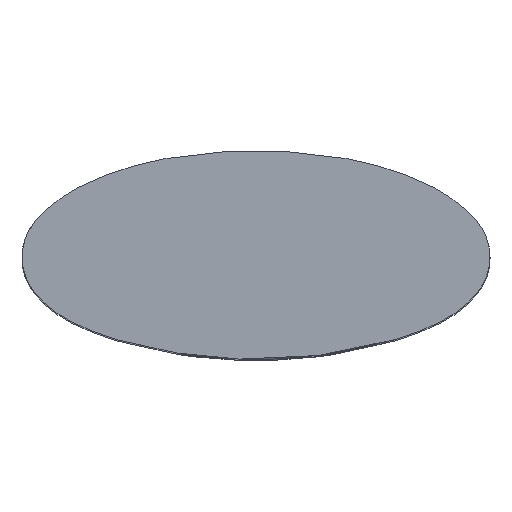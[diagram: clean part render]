
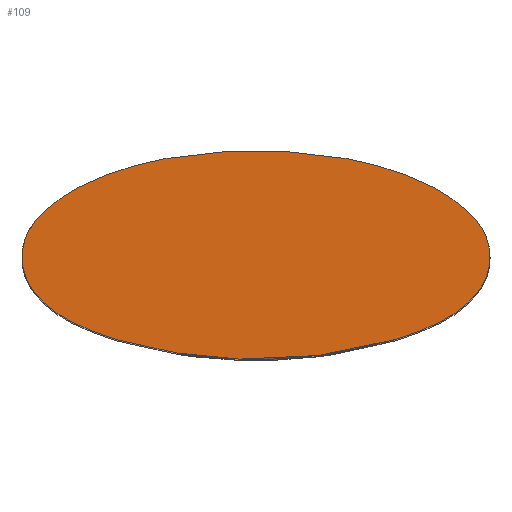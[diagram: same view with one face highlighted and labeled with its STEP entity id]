
A CAD part, top view. The second image highlights one B-rep face of the part: STEP entity #109.
In plain terms, the highlighted planar face has unit normal (0, 0, 1).
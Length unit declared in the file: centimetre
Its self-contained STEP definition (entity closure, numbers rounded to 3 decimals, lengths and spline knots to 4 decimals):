
#24=PLANE($,#2823);
#109=ADVANCED_FACE($,(#288),#24,.T.);
#288=FACE_OUTER_BOUND($,#467,.T.);
#467=EDGE_LOOP($,(#751,#752,#753,#754,#755,#756,#757,#758,#759,#760,#761,
#762));
#751=ORIENTED_EDGE($,*,*,#1501,.F.);
#752=ORIENTED_EDGE($,*,*,#1505,.F.);
#753=ORIENTED_EDGE($,*,*,#1508,.F.);
#754=ORIENTED_EDGE($,*,*,#1511,.F.);
#755=ORIENTED_EDGE($,*,*,#1514,.F.);
#756=ORIENTED_EDGE($,*,*,#1517,.F.);
#757=ORIENTED_EDGE($,*,*,#1520,.F.);
#758=ORIENTED_EDGE($,*,*,#1523,.F.);
#759=ORIENTED_EDGE($,*,*,#1526,.F.);
#760=ORIENTED_EDGE($,*,*,#1529,.F.);
#761=ORIENTED_EDGE($,*,*,#1532,.F.);
#762=ORIENTED_EDGE($,*,*,#1534,.T.);
#1501=EDGE_CURVE($,#1910,#1911,#2480,.T.);
#1505=EDGE_CURVE($,#1913,#1910,#2482,.T.);
#1508=EDGE_CURVE($,#1915,#1913,#2484,.T.);
#1511=EDGE_CURVE($,#1917,#1915,#2486,.T.);
#1514=EDGE_CURVE($,#1919,#1917,#2488,.T.);
#1517=EDGE_CURVE($,#1921,#1919,#2490,.T.);
#1520=EDGE_CURVE($,#1923,#1921,#2492,.T.);
#1523=EDGE_CURVE($,#1925,#1923,#2494,.T.);
#1526=EDGE_CURVE($,#1927,#1925,#2496,.T.);
#1529=EDGE_CURVE($,#1929,#1927,#2498,.T.);
#1532=EDGE_CURVE($,#1931,#1929,#2500,.T.);
#1534=EDGE_CURVE($,#1931,#1911,#2502,.T.);
#1910=VERTEX_POINT($,#3278);
#1911=VERTEX_POINT($,#3279);
#1913=VERTEX_POINT($,#3281);
#1915=VERTEX_POINT($,#3283);
#1917=VERTEX_POINT($,#3285);
#1919=VERTEX_POINT($,#3287);
#1921=VERTEX_POINT($,#3289);
#1923=VERTEX_POINT($,#3291);
#1925=VERTEX_POINT($,#3293);
#1927=VERTEX_POINT($,#3295);
#1929=VERTEX_POINT($,#3297);
#1931=VERTEX_POINT($,#3299);
#2480=(
BOUNDED_CURVE()
B_SPLINE_CURVE(2,(#3111,#3112,#3113),.UNSPECIFIED.,.F.,.F.)
B_SPLINE_CURVE_WITH_KNOTS((3,3),(-602.7973,0.),.UNSPECIFIED.)
CURVE()
GEOMETRIC_REPRESENTATION_ITEM()
RATIONAL_B_SPLINE_CURVE((1.,0.96,1.))
REPRESENTATION_ITEM($)
);
#2482=(
BOUNDED_CURVE()
B_SPLINE_CURVE(2,(#3121,#3122,#3123),.UNSPECIFIED.,.F.,.F.)
B_SPLINE_CURVE_WITH_KNOTS((3,3),(-106.3984,0.),.UNSPECIFIED.)
CURVE()
GEOMETRIC_REPRESENTATION_ITEM()
RATIONAL_B_SPLINE_CURVE((1.,0.996,1.))
REPRESENTATION_ITEM($)
);
#2484=(
BOUNDED_CURVE()
B_SPLINE_CURVE(2,(#3129,#3130,#3131),.UNSPECIFIED.,.F.,.F.)
B_SPLINE_CURVE_WITH_KNOTS((3,3),(-102.0763,0.),.UNSPECIFIED.)
CURVE()
GEOMETRIC_REPRESENTATION_ITEM()
RATIONAL_B_SPLINE_CURVE((1.,0.977,1.))
REPRESENTATION_ITEM($)
);
#2486=(
BOUNDED_CURVE()
B_SPLINE_CURVE(2,(#3137,#3138,#3139),.UNSPECIFIED.,.F.,.F.)
B_SPLINE_CURVE_WITH_KNOTS((3,3),(-160.7936,0.),.UNSPECIFIED.)
CURVE()
GEOMETRIC_REPRESENTATION_ITEM()
RATIONAL_B_SPLINE_CURVE((1.,0.774,1.))
REPRESENTATION_ITEM($)
);
#2488=(
BOUNDED_CURVE()
B_SPLINE_CURVE(2,(#3145,#3146,#3147),.UNSPECIFIED.,.F.,.F.)
B_SPLINE_CURVE_WITH_KNOTS((3,3),(-117.9019,0.),.UNSPECIFIED.)
CURVE()
GEOMETRIC_REPRESENTATION_ITEM()
RATIONAL_B_SPLINE_CURVE((1.,0.98,1.))
REPRESENTATION_ITEM($)
);
#2490=(
BOUNDED_CURVE()
B_SPLINE_CURVE(2,(#3153,#3154,#3155),.UNSPECIFIED.,.F.,.F.)
B_SPLINE_CURVE_WITH_KNOTS((3,3),(-196.9852,0.),.UNSPECIFIED.)
CURVE()
GEOMETRIC_REPRESENTATION_ITEM()
RATIONAL_B_SPLINE_CURVE((1.,0.989,1.))
REPRESENTATION_ITEM($)
);
#2492=(
BOUNDED_CURVE()
B_SPLINE_CURVE(2,(#3161,#3162,#3163),.UNSPECIFIED.,.F.,.F.)
B_SPLINE_CURVE_WITH_KNOTS((3,3),(-390.9233,0.),.UNSPECIFIED.)
CURVE()
GEOMETRIC_REPRESENTATION_ITEM()
RATIONAL_B_SPLINE_CURVE((1.,0.985,1.))
REPRESENTATION_ITEM($)
);
#2494=(
BOUNDED_CURVE()
B_SPLINE_CURVE(2,(#3169,#3170,#3171),.UNSPECIFIED.,.F.,.F.)
B_SPLINE_CURVE_WITH_KNOTS((3,3),(-196.9852,0.),.UNSPECIFIED.)
CURVE()
GEOMETRIC_REPRESENTATION_ITEM()
RATIONAL_B_SPLINE_CURVE((1.,0.989,1.))
REPRESENTATION_ITEM($)
);
#2496=(
BOUNDED_CURVE()
B_SPLINE_CURVE(2,(#3177,#3178,#3179),.UNSPECIFIED.,.F.,.F.)
B_SPLINE_CURVE_WITH_KNOTS((3,3),(-117.9019,0.),.UNSPECIFIED.)
CURVE()
GEOMETRIC_REPRESENTATION_ITEM()
RATIONAL_B_SPLINE_CURVE((1.,0.98,1.))
REPRESENTATION_ITEM($)
);
#2498=(
BOUNDED_CURVE()
B_SPLINE_CURVE(2,(#3185,#3186,#3187),.UNSPECIFIED.,.F.,.F.)
B_SPLINE_CURVE_WITH_KNOTS((3,3),(-160.7936,0.),.UNSPECIFIED.)
CURVE()
GEOMETRIC_REPRESENTATION_ITEM()
RATIONAL_B_SPLINE_CURVE((1.,0.774,1.))
REPRESENTATION_ITEM($)
);
#2500=(
BOUNDED_CURVE()
B_SPLINE_CURVE(2,(#3193,#3194,#3195),.UNSPECIFIED.,.F.,.F.)
B_SPLINE_CURVE_WITH_KNOTS((3,3),(-102.0763,0.),.UNSPECIFIED.)
CURVE()
GEOMETRIC_REPRESENTATION_ITEM()
RATIONAL_B_SPLINE_CURVE((1.,0.977,1.))
REPRESENTATION_ITEM($)
);
#2502=(
BOUNDED_CURVE()
B_SPLINE_CURVE(2,(#3199,#3200,#3201),.UNSPECIFIED.,.F.,.F.)
B_SPLINE_CURVE_WITH_KNOTS((3,3),(0.,106.3984),.UNSPECIFIED.)
CURVE()
GEOMETRIC_REPRESENTATION_ITEM()
RATIONAL_B_SPLINE_CURVE((1.,0.996,1.))
REPRESENTATION_ITEM($)
);
#2823=AXIS2_PLACEMENT_3D($,#3275,#2860,$);
#2860=DIRECTION($,(0.,0.,1.));
#3111=CARTESIAN_POINT($,(-17.2651,-17.5138,158.4));
#3112=CARTESIAN_POINT($,(-47.0039,-26.1664,158.4));
#3113=CARTESIAN_POINT($,(-76.7427,-17.5138,158.4));
#3121=CARTESIAN_POINT($,(-7.3813,-13.6157,158.4));
#3122=CARTESIAN_POINT($,(-12.1424,-16.0233,158.4));
#3123=CARTESIAN_POINT($,(-17.2651,-17.5138,158.4));
#3129=CARTESIAN_POINT($,(0.4632,-7.2096,158.4));
#3130=CARTESIAN_POINT($,(-2.7541,-11.2759,158.4));
#3131=CARTESIAN_POINT($,(-7.3813,-13.6157,158.4));
#3137=CARTESIAN_POINT($,(0.2323,7.64,158.4));
#3138=CARTESIAN_POINT($,(6.4124,0.3095,158.4));
#3139=CARTESIAN_POINT($,(0.4632,-7.2096,158.4));
#3145=CARTESIAN_POINT($,(-8.9439,14.9177,158.4));
#3146=CARTESIAN_POINT($,(-3.6188,12.2081,158.4));
#3147=CARTESIAN_POINT($,(0.2323,7.64,158.4));
#3153=CARTESIAN_POINT($,(-27.5572,21.1432,158.4));
#3154=CARTESIAN_POINT($,(-17.7868,19.4171,158.4));
#3155=CARTESIAN_POINT($,(-8.9439,14.9177,158.4));
#3161=CARTESIAN_POINT($,(-66.4506,21.1432,158.4));
#3162=CARTESIAN_POINT($,(-47.0039,24.5788,158.4));
#3163=CARTESIAN_POINT($,(-27.5572,21.1432,158.4));
#3169=CARTESIAN_POINT($,(-85.0638,14.9177,158.4));
#3170=CARTESIAN_POINT($,(-76.221,19.4171,158.4));
#3171=CARTESIAN_POINT($,(-66.4506,21.1432,158.4));
#3177=CARTESIAN_POINT($,(-94.2401,7.64,158.4));
#3178=CARTESIAN_POINT($,(-90.389,12.2081,158.4));
#3179=CARTESIAN_POINT($,(-85.0638,14.9177,158.4));
#3185=CARTESIAN_POINT($,(-94.471,-7.2096,158.4));
#3186=CARTESIAN_POINT($,(-100.4202,0.3095,158.4));
#3187=CARTESIAN_POINT($,(-94.2401,7.64,158.4));
#3193=CARTESIAN_POINT($,(-86.6264,-13.6157,158.4));
#3194=CARTESIAN_POINT($,(-91.2537,-11.2759,158.4));
#3195=CARTESIAN_POINT($,(-94.471,-7.2096,158.4));
#3199=CARTESIAN_POINT($,(-86.6264,-13.6157,158.4));
#3200=CARTESIAN_POINT($,(-81.8654,-16.0233,158.4));
#3201=CARTESIAN_POINT($,(-76.7427,-17.5138,158.4));
#3275=CARTESIAN_POINT($,(-98.0039,-22.1982,158.4));
#3278=CARTESIAN_POINT($,(-17.2651,-17.5138,158.4));
#3279=CARTESIAN_POINT($,(-76.7427,-17.5138,158.4));
#3281=CARTESIAN_POINT($,(-7.3813,-13.6157,158.4));
#3283=CARTESIAN_POINT($,(0.4632,-7.2096,158.4));
#3285=CARTESIAN_POINT($,(0.2323,7.64,158.4));
#3287=CARTESIAN_POINT($,(-8.9439,14.9177,158.4));
#3289=CARTESIAN_POINT($,(-27.5572,21.1432,158.4));
#3291=CARTESIAN_POINT($,(-66.4506,21.1432,158.4));
#3293=CARTESIAN_POINT($,(-85.0638,14.9177,158.4));
#3295=CARTESIAN_POINT($,(-94.2401,7.64,158.4));
#3297=CARTESIAN_POINT($,(-94.471,-7.2096,158.4));
#3299=CARTESIAN_POINT($,(-86.6264,-13.6157,158.4));
